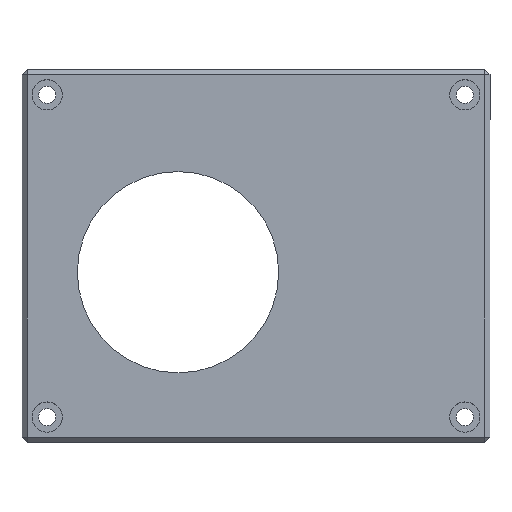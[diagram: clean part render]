
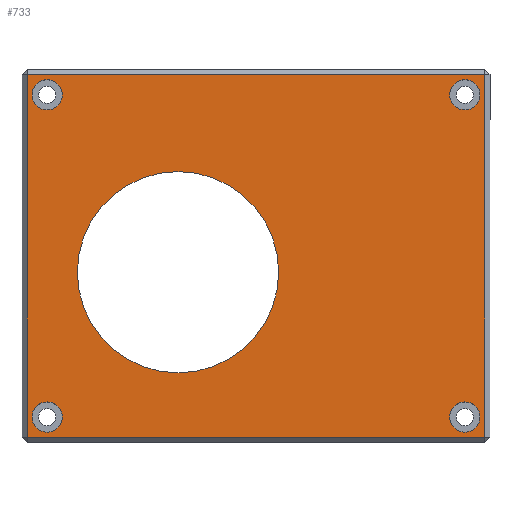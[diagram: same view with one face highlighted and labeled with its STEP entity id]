
A CAD part, top view. The second image highlights one B-rep face of the part: STEP entity #733.
In plain terms, the highlighted planar face has unit normal (0, 0, 1).
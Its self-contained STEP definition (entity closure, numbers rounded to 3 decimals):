
#45=FACE_BOUND('',#140,.T.);
#46=FACE_BOUND('',#141,.T.);
#47=FACE_BOUND('',#142,.T.);
#48=FACE_BOUND('',#143,.T.);
#49=FACE_BOUND('',#144,.T.);
#61=CIRCLE('',#797,20.);
#62=CIRCLE('',#798,3.);
#63=CIRCLE('',#799,3.);
#64=CIRCLE('',#800,3.);
#65=CIRCLE('',#801,3.);
#95=FACE_OUTER_BOUND('',#139,.T.);
#139=EDGE_LOOP('',(#545,#546,#547,#548));
#140=EDGE_LOOP('',(#549));
#141=EDGE_LOOP('',(#550));
#142=EDGE_LOOP('',(#551));
#143=EDGE_LOOP('',(#552));
#144=EDGE_LOOP('',(#553));
#191=LINE('',#1098,#267);
#203=LINE('',#1122,#279);
#208=LINE('',#1131,#284);
#209=LINE('',#1133,#285);
#267=VECTOR('',#875,10.);
#279=VECTOR('',#895,10.);
#284=VECTOR('',#904,10.);
#285=VECTOR('',#907,10.);
#337=VERTEX_POINT('',#1084);
#342=VERTEX_POINT('',#1094);
#344=VERTEX_POINT('',#1102);
#348=VERTEX_POINT('',#1114);
#357=VERTEX_POINT('',#1152);
#358=VERTEX_POINT('',#1154);
#359=VERTEX_POINT('',#1156);
#360=VERTEX_POINT('',#1158);
#361=VERTEX_POINT('',#1160);
#403=EDGE_CURVE('',#337,#342,#191,.T.);
#415=EDGE_CURVE('',#348,#344,#203,.T.);
#420=EDGE_CURVE('',#342,#348,#208,.T.);
#421=EDGE_CURVE('',#344,#337,#209,.T.);
#431=EDGE_CURVE('',#357,#357,#61,.T.);
#432=EDGE_CURVE('',#358,#358,#62,.T.);
#433=EDGE_CURVE('',#359,#359,#63,.T.);
#434=EDGE_CURVE('',#360,#360,#64,.T.);
#435=EDGE_CURVE('',#361,#361,#65,.T.);
#545=ORIENTED_EDGE('',*,*,#415,.F.);
#546=ORIENTED_EDGE('',*,*,#420,.F.);
#547=ORIENTED_EDGE('',*,*,#403,.F.);
#548=ORIENTED_EDGE('',*,*,#421,.F.);
#549=ORIENTED_EDGE('',*,*,#431,.T.);
#550=ORIENTED_EDGE('',*,*,#432,.T.);
#551=ORIENTED_EDGE('',*,*,#433,.T.);
#552=ORIENTED_EDGE('',*,*,#434,.T.);
#553=ORIENTED_EDGE('',*,*,#435,.T.);
#699=PLANE('',#796);
#733=ADVANCED_FACE('',(#95,#45,#46,#47,#48,#49),#699,.T.);
#796=AXIS2_PLACEMENT_3D('',#1151,#925,#926);
#797=AXIS2_PLACEMENT_3D('',#1153,#927,#928);
#798=AXIS2_PLACEMENT_3D('',#1155,#929,#930);
#799=AXIS2_PLACEMENT_3D('',#1157,#931,#932);
#800=AXIS2_PLACEMENT_3D('',#1159,#933,#934);
#801=AXIS2_PLACEMENT_3D('',#1161,#935,#936);
#875=DIRECTION('',(-1.,0.,0.));
#895=DIRECTION('',(1.,0.,0.));
#904=DIRECTION('',(0.,1.,0.));
#907=DIRECTION('',(0.,-1.,0.));
#925=DIRECTION('center_axis',(0.,0.,1.));
#926=DIRECTION('ref_axis',(1.,0.,0.));
#927=DIRECTION('center_axis',(0.,0.,
-1.));
#928=DIRECTION('ref_axis',(-1.,0.,0.));
#929=DIRECTION('center_axis',(0.,0.,-1.));
#930=DIRECTION('ref_axis',(1.,0.,0.));
#931=DIRECTION('center_axis',(0.,0.,-1.));
#932=DIRECTION('ref_axis',(1.,0.,0.));
#933=DIRECTION('center_axis',(0.,0.,-1.));
#934=DIRECTION('ref_axis',(1.,0.,0.));
#935=DIRECTION('center_axis',(0.,0.,-1.));
#936=DIRECTION('ref_axis',(1.,0.,0.));
#1084=CARTESIAN_POINT('',(30.,-39.25,740.299));
#1094=CARTESIAN_POINT('',(-61.,-39.25,740.299));
#1098=CARTESIAN_POINT('',(-39.,-39.25,740.299));
#1102=CARTESIAN_POINT('',(30.,32.777,740.299));
#1114=CARTESIAN_POINT('',(-61.,32.777,740.299));
#1122=CARTESIAN_POINT('',(-15.75,32.777,740.299));
#1131=CARTESIAN_POINT('',(-61.,8.688,740.299));
#1133=CARTESIAN_POINT('',(30.,-16.313,740.299));
#1151=CARTESIAN_POINT('Origin',(-16.,-7.625,740.299));
#1152=CARTESIAN_POINT('',(20.,0.,740.299));
#1153=CARTESIAN_POINT('Origin',(0.,0.,
740.299));
#1154=CARTESIAN_POINT('',(23.,-35.25,740.299));
#1155=CARTESIAN_POINT('Origin',(26.,-35.25,740.299));
#1156=CARTESIAN_POINT('',(-60.,-35.25,740.299));
#1157=CARTESIAN_POINT('Origin',(-57.,-35.25,740.299));
#1158=CARTESIAN_POINT('',(-60.,28.777,740.299));
#1159=CARTESIAN_POINT('Origin',(-57.,28.777,740.299));
#1160=CARTESIAN_POINT('',(23.,28.777,740.299));
#1161=CARTESIAN_POINT('Origin',(26.,28.777,740.299));
